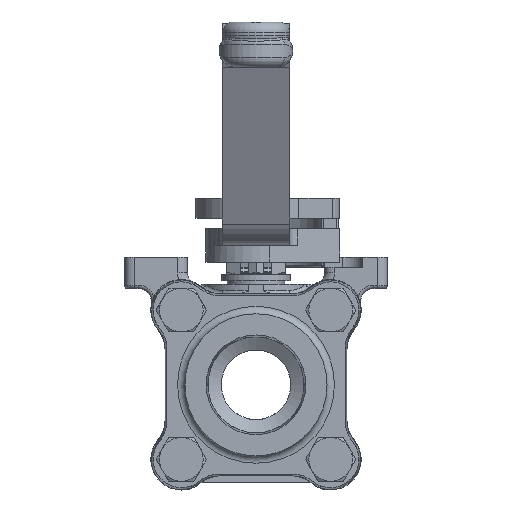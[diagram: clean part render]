
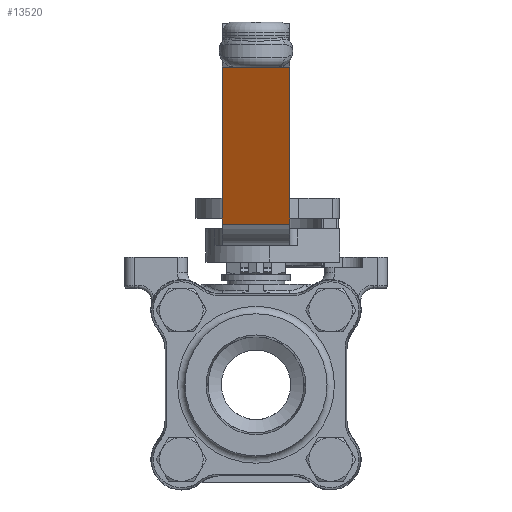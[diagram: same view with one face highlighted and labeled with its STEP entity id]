
A CAD part, front view. The second image highlights one B-rep face of the part: STEP entity #13520.
In plain terms, the highlighted face is planar.
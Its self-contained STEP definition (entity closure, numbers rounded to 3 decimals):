
#12310=CARTESIAN_POINT('',(36.669,-10.0,11.351));
#12311=VERTEX_POINT('',#12310);
#12319=CARTESIAN_POINT('',(58.455,-10.0,58.071));
#12320=VERTEX_POINT('',#12319);
#12321=CARTESIAN_POINT('',(58.455,-10.0,58.071));
#12322=DIRECTION('',(-0.423,0.0,-0.906));
#12323=VECTOR('',#12322,51.55);
#12324=LINE('',#12321,#12323);
#12325=EDGE_CURVE('',#12320,#12311,#12324,.T.);
#13477=CARTESIAN_POINT('',(36.669,10.0,11.351));
#13478=VERTEX_POINT('',#13477);
#13486=CARTESIAN_POINT('',(36.669,10.0,11.351));
#13487=DIRECTION('',(0.0,-1.0,0.0));
#13488=VECTOR('',#13487,20.0);
#13489=LINE('',#13486,#13488);
#13490=EDGE_CURVE('',#13478,#12311,#13489,.T.);
#13497=CARTESIAN_POINT('',(36.669,0.0,11.351));
#13498=DIRECTION('',(0.906,0.0,-0.423));
#13499=DIRECTION('',(-0.423,0.0,-0.906));
#13500=AXIS2_PLACEMENT_3D('',#13497,#13498,#13499);
#13501=PLANE('',#13500);
#13502=CARTESIAN_POINT('',(58.455,10.0,58.071));
#13503=VERTEX_POINT('',#13502);
#13504=CARTESIAN_POINT('',(36.669,10.0,11.351));
#13505=DIRECTION('',(0.423,0.0,0.906));
#13506=VECTOR('',#13505,51.55);
#13507=LINE('',#13504,#13506);
#13508=EDGE_CURVE('',#13478,#13503,#13507,.T.);
#13509=ORIENTED_EDGE('',*,*,#13508,.T.);
#13510=CARTESIAN_POINT('',(58.455,10.0,58.071));
#13511=DIRECTION('',(0.0,-1.0,0.0));
#13512=VECTOR('',#13511,20.0);
#13513=LINE('',#13510,#13512);
#13514=EDGE_CURVE('',#13503,#12320,#13513,.T.);
#13515=ORIENTED_EDGE('',*,*,#13514,.T.);
#13516=ORIENTED_EDGE('',*,*,#12325,.T.);
#13517=ORIENTED_EDGE('',*,*,#13490,.F.);
#13518=EDGE_LOOP('',(#13509,#13515,#13516,#13517));
#13519=FACE_OUTER_BOUND('',#13518,.T.);
#13520=ADVANCED_FACE('',(#13519),#13501,.T.);
